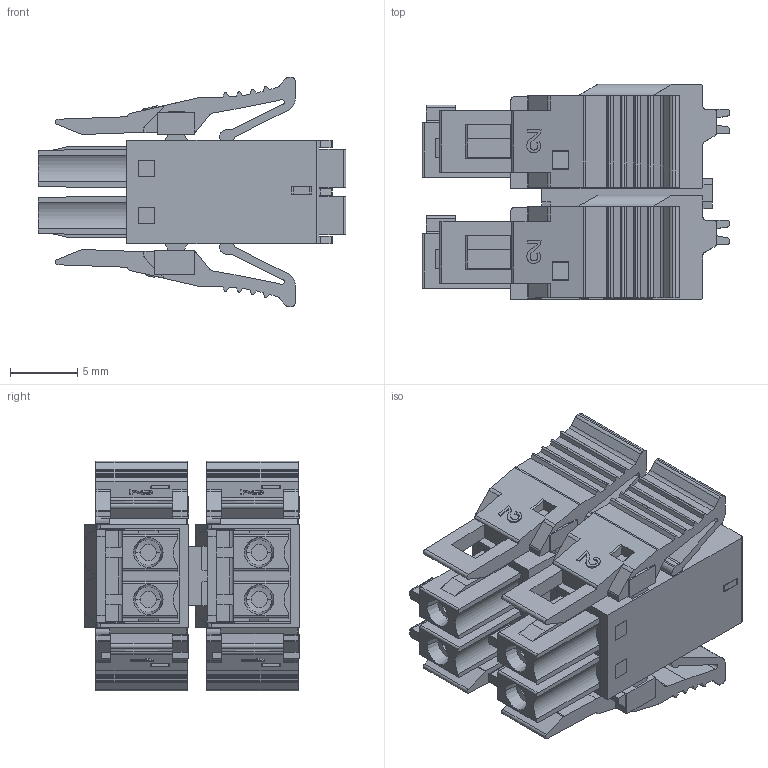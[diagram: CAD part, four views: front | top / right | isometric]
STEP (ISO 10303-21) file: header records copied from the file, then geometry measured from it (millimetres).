
FILE_DESCRIPTION((''),'2;1');
FILE_NAME('TLPSDL-007-06P','2024-09-25T',('sheji'),(''),'PRO/ENGINEER BY PARAMETRIC TECHNOLOGY CORPORATION, 2015240','PRO/ENGINEER BY PARAMETRIC TECHNOLOGY CORPORATION, 2015240','');
FILE_SCHEMA(('CONFIG_CONTROL_DESIGN'));
Length unit declared in the file: millimetre
Products named in the file (1): TLPSDL-007-06P
Bounding box: 22.9 x 16 x 17.1 mm (x, y, z)
Volume: 2517.4 mm3; surface area: 3330.4 mm2
Topology: 1 solids, 3 shells, 962 faces, 2713 edges, 1776 vertices
Faces by surface type: plane 634, cylinder 248, extrusion 40, cone 32, torus 8
Entity records: 31557 total; most frequent: CARTESIAN_POINT 6418, ORIENTED_EDGE 5426, DIRECTION 4956, EDGE_CURVE 2713, VECTOR 2106, LINE 2066, VERTEX_POINT 1776, AXIS2_PLACEMENT_3D 1425
